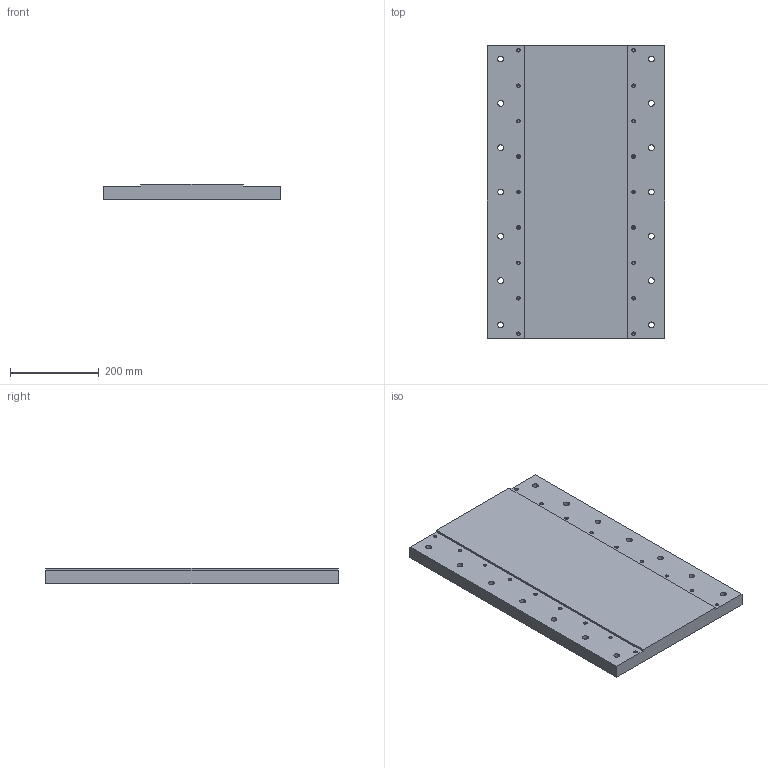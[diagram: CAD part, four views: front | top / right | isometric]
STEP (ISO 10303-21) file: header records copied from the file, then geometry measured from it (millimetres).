
FILE_DESCRIPTION((''),'2;1');
FILE_NAME('99-00080-1164','2023-07-03T11:50:06',('NMeyer'),(''),'CREO PARAMETRIC BY PTC INC, 2022014','CREO PARAMETRIC BY PTC INC, 2022014','');
FILE_SCHEMA(('CONFIG_CONTROL_DESIGN'));
Length unit declared in the file: millimetre
Products named in the file (1): 99-00080-1164
Bounding box: 400 x 660 x 34.5 mm (x, y, z)
Volume: 8527924.4 mm3; surface area: 639238 mm2
Topology: 1 solids, 28 shells, 227 faces, 594 edges, 369 vertices
Faces by surface type: cylinder 136, cone 54, plane 37
Entity records: 6798 total; most frequent: DIRECTION 1322, CARTESIAN_POINT 1137, ORIENTED_EDGE 972, AXIS2_PLACEMENT_3D 554, EDGE_CURVE 540, VERTEX_POINT 369, CIRCLE 326, EDGE_LOOP 309
